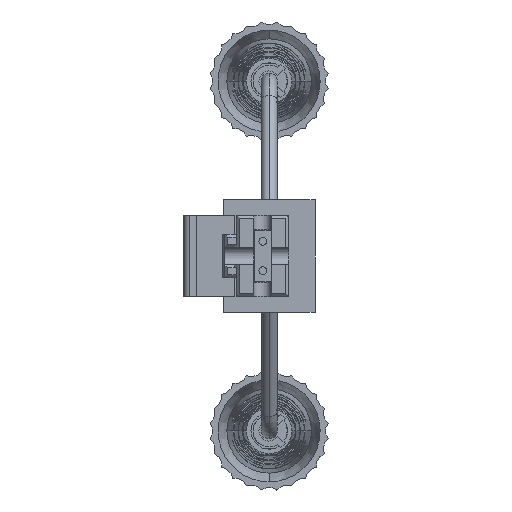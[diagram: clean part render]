
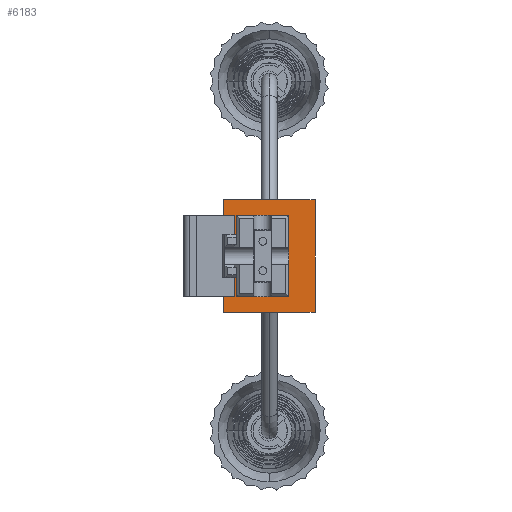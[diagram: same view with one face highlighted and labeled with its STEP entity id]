
A CAD part, left-side view. The second image highlights one B-rep face of the part: STEP entity #6183.
In plain terms, the highlighted face is planar.
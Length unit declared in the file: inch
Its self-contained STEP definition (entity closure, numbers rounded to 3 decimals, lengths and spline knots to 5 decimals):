
#3998 = DIRECTION ( 'NONE',  ( 0., 0., -1. ) ) ;
#3999 = VECTOR ( 'NONE', #3998, 39.37008 ) ;
#4000 = CARTESIAN_POINT ( 'NONE',  ( 0.1925, 0.2, 0.1575 ) ) ;
#4001 = LINE ( 'NONE', #4000, #3999 ) ;
#4002 = CARTESIAN_POINT ( 'NONE',  ( 0.1925, 0.2, 0.1575 ) ) ;
#4003 = DIRECTION ( 'NONE',  ( 1., 0., 0. ) ) ;
#4004 = VECTOR ( 'NONE', #4003, 39.37008 ) ;
#4005 = CARTESIAN_POINT ( 'NONE',  ( -0.1925, 0.2, 0.1575 ) ) ;
#4006 = LINE ( 'NONE', #4005, #4004 ) ;
#4033 = CARTESIAN_POINT ( 'NONE',  ( 0.14, 0.2, 0.1125 ) ) ;
#4034 = DIRECTION ( 'NONE',  ( 1., 0., 0. ) ) ;
#4035 = VECTOR ( 'NONE', #4034, 39.37008 ) ;
#4036 = CARTESIAN_POINT ( 'NONE',  ( 0.14, 0.2, 0.1125 ) ) ;
#4037 = LINE ( 'NONE', #4036, #4035 ) ;
#4060 = CARTESIAN_POINT ( 'NONE',  ( -0.14, 0.2, 0.1125 ) ) ;
#4064 = PLANE ( 'NONE',  #4182 ) ;
#4065 = FACE_BOUND ( 'NONE', #6120, .T. ) ;
#4066 = FACE_OUTER_BOUND ( 'NONE', #6184, .T. ) ;
#4142 = CARTESIAN_POINT ( 'NONE',  ( 0.1925, 0.2, -0.1575 ) ) ;
#4173 = CARTESIAN_POINT ( 'NONE',  ( -0.1925, 0.2, 0.1575 ) ) ;
#4174 = CARTESIAN_POINT ( 'NONE',  ( -0.1925, 0.2, -0.1575 ) ) ;
#4175 = DIRECTION ( 'NONE',  ( 0., 0., 1. ) ) ;
#4176 = VECTOR ( 'NONE', #4175, 39.37008 ) ;
#4177 = CARTESIAN_POINT ( 'NONE',  ( -0.1925, 0.2, 0.1575 ) ) ;
#4178 = LINE ( 'NONE', #4177, #4176 ) ;
#4179 = DIRECTION ( 'NONE',  ( 0., 0., -1. ) ) ;
#4180 = DIRECTION ( 'NONE',  ( 0., -1., 0. ) ) ;
#4181 = CARTESIAN_POINT ( 'NONE',  ( -0.1925, 0.2, -0.1575 ) ) ;
#4182 = AXIS2_PLACEMENT_3D ( 'NONE', #4181, #4180, #4179 ) ;
#6095 = ORIENTED_EDGE ( 'NONE', *, *, #6239, .F. ) ;
#6096 = ORIENTED_EDGE ( 'NONE', *, *, #6097, .F. ) ;
#6097 = EDGE_CURVE ( 'NONE', #6098, #6221, #16013, .T. ) ;
#6098 = VERTEX_POINT ( 'NONE', #16009 ) ;
#6118 = ORIENTED_EDGE ( 'NONE', *, *, #6119, .T. ) ;
#6119 = EDGE_CURVE ( 'NONE', #6199, #6187, #15992, .T. ) ;
#6120 = EDGE_LOOP ( 'NONE', ( #6121, #6095, #6096, #6126 ) ) ;
#6121 = ORIENTED_EDGE ( 'NONE', *, *, #6122, .F. ) ;
#6122 = EDGE_CURVE ( 'NONE', #6240, #6123, #16121, .T. ) ;
#6123 = VERTEX_POINT ( 'NONE', #16117 ) ;
#6126 = ORIENTED_EDGE ( 'NONE', *, *, #6127, .F. ) ;
#6127 = EDGE_CURVE ( 'NONE', #6123, #6098, #15971, .T. ) ;
#6183 = ADVANCED_FACE ( 'NONE', ( #4066, #4065 ), #4064, .F. ) ;
#6184 = EDGE_LOOP ( 'NONE', ( #6185, #6194, #6197, #6118 ) ) ;
#6185 = ORIENTED_EDGE ( 'NONE', *, *, #6186, .T. ) ;
#6186 = EDGE_CURVE ( 'NONE', #6187, #6188, #4178, .T. ) ;
#6187 = VERTEX_POINT ( 'NONE', #4174 ) ;
#6188 = VERTEX_POINT ( 'NONE', #4173 ) ;
#6194 = ORIENTED_EDGE ( 'NONE', *, *, #6195, .T. ) ;
#6195 = EDGE_CURVE ( 'NONE', #6188, #6196, #4006, .T. ) ;
#6196 = VERTEX_POINT ( 'NONE', #4002 ) ;
#6197 = ORIENTED_EDGE ( 'NONE', *, *, #6198, .T. ) ;
#6198 = EDGE_CURVE ( 'NONE', #6196, #6199, #4001, .T. ) ;
#6199 = VERTEX_POINT ( 'NONE', #4142 ) ;
#6221 = VERTEX_POINT ( 'NONE', #4060 ) ;
#6239 = EDGE_CURVE ( 'NONE', #6221, #6240, #4037, .T. ) ;
#6240 = VERTEX_POINT ( 'NONE', #4033 ) ;
#15968 = DIRECTION ( 'NONE',  ( -1., 0., 0. ) ) ;
#15969 = VECTOR ( 'NONE', #15968, 39.37008 ) ;
#15970 = CARTESIAN_POINT ( 'NONE',  ( 0.14, 0.2, -0.0675 ) ) ;
#15971 = LINE ( 'NONE', #15970, #15969 ) ;
#15990 = VECTOR ( 'NONE', #16122, 39.37008 ) ;
#15991 = CARTESIAN_POINT ( 'NONE',  ( -0.1925, 0.2, -0.1575 ) ) ;
#15992 = LINE ( 'NONE', #15991, #15990 ) ;
#16009 = CARTESIAN_POINT ( 'NONE',  ( -0.14, 0.2, -0.0675 ) ) ;
#16010 = DIRECTION ( 'NONE',  ( 0., 0., 1. ) ) ;
#16011 = VECTOR ( 'NONE', #16010, 39.37008 ) ;
#16012 = CARTESIAN_POINT ( 'NONE',  ( -0.14, 0.2, -0.0675 ) ) ;
#16013 = LINE ( 'NONE', #16012, #16011 ) ;
#16117 = CARTESIAN_POINT ( 'NONE',  ( 0.14, 0.2, -0.0675 ) ) ;
#16118 = DIRECTION ( 'NONE',  ( 0., 0., -1. ) ) ;
#16119 = VECTOR ( 'NONE', #16118, 39.37008 ) ;
#16120 = CARTESIAN_POINT ( 'NONE',  ( 0.14, 0.2, -0.0675 ) ) ;
#16121 = LINE ( 'NONE', #16120, #16119 ) ;
#16122 = DIRECTION ( 'NONE',  ( -1., 0., 0. ) ) ;
